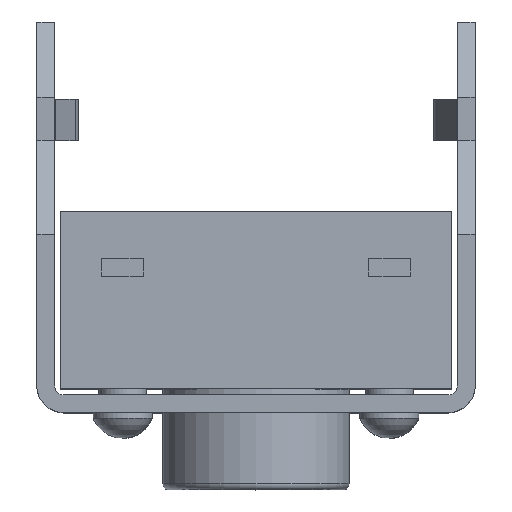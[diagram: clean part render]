
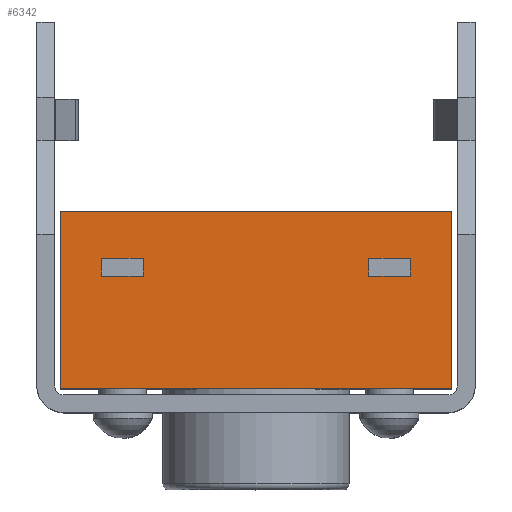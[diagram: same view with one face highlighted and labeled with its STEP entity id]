
A CAD part, top view. The second image highlights one B-rep face of the part: STEP entity #6342.
In plain terms, the highlighted planar face has unit normal (0, 0, 1).
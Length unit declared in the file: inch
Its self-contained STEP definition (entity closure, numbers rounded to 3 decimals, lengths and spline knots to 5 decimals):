
#5825 = PLANE('',#5826);
#5826 = AXIS2_PLACEMENT_3D('',#5827,#5828,#5829);
#5827 = CARTESIAN_POINT('',(-0.12992,-0.17913,
    0.01181));
#5828 = DIRECTION('',(0.,1.,0.));
#5829 = DIRECTION('',(0.,0.,1.));
#5916 = VERTEX_POINT('',#5917);
#5917 = CARTESIAN_POINT('',(-0.12992,-0.17913,
    0.26772));
#5931 = PLANE('',#5932);
#5932 = AXIS2_PLACEMENT_3D('',#5933,#5934,#5935);
#5933 = CARTESIAN_POINT('',(-0.12992,-0.06102,
    0.26772));
#5934 = DIRECTION('',(1.,0.,0.));
#5935 = DIRECTION('',(0.,0.,-1.));
#5943 = EDGE_CURVE('',#5944,#5916,#5946,.T.);
#5944 = VERTEX_POINT('',#5945);
#5945 = CARTESIAN_POINT('',(0.12992,-0.17913,
    0.26772));
#5946 = SURFACE_CURVE('',#5947,(#5951,#5958),.PCURVE_S1.);
#5947 = LINE('',#5948,#5949);
#5948 = CARTESIAN_POINT('',(0.12992,-0.17913,
    0.26772));
#5949 = VECTOR('',#5950,0.03937);
#5950 = DIRECTION('',(-1.,0.,0.));
#5951 = PCURVE('',#5825,#5952);
#5952 = DEFINITIONAL_REPRESENTATION('',(#5953),#5957);
#5953 = LINE('',#5954,#5955);
#5954 = CARTESIAN_POINT('',(0.256,0.26));
#5955 = VECTOR('',#5956,1.);
#5956 = DIRECTION('',(0.,-1.));
#5957 = ( GEOMETRIC_REPRESENTATION_CONTEXT(2) 
PARAMETRIC_REPRESENTATION_CONTEXT() REPRESENTATION_CONTEXT('2D SPACE',''
  ) );
#5958 = PCURVE('',#5959,#5964);
#5959 = PLANE('',#5960);
#5960 = AXIS2_PLACEMENT_3D('',#5961,#5962,#5963);
#5961 = CARTESIAN_POINT('',(0.12992,-0.06102,
    0.26772));
#5962 = DIRECTION('',(0.,0.,-1.));
#5963 = DIRECTION('',(-1.,0.,0.));
#5964 = DEFINITIONAL_REPRESENTATION('',(#5965),#5969);
#5965 = LINE('',#5966,#5967);
#5966 = CARTESIAN_POINT('',(0.,-0.118));
#5967 = VECTOR('',#5968,1.);
#5968 = DIRECTION('',(1.,0.));
#5969 = ( GEOMETRIC_REPRESENTATION_CONTEXT(2) 
PARAMETRIC_REPRESENTATION_CONTEXT() REPRESENTATION_CONTEXT('2D SPACE',''
  ) );
#5985 = PLANE('',#5986);
#5986 = AXIS2_PLACEMENT_3D('',#5987,#5988,#5989);
#5987 = CARTESIAN_POINT('',(0.12992,-0.06102,
    0.01181));
#5988 = DIRECTION('',(-1.,0.,0.));
#5989 = DIRECTION('',(0.,0.,1.));
#6233 = PLANE('',#6234);
#6234 = AXIS2_PLACEMENT_3D('',#6235,#6236,#6237);
#6235 = CARTESIAN_POINT('',(-0.12992,-0.06102,
    0.01181));
#6236 = DIRECTION('',(0.,1.,0.));
#6237 = DIRECTION('',(0.,0.,1.));
#6248 = EDGE_CURVE('',#6249,#5916,#6251,.T.);
#6249 = VERTEX_POINT('',#6250);
#6250 = CARTESIAN_POINT('',(-0.12992,-0.06102,
    0.26772));
#6251 = SURFACE_CURVE('',#6252,(#6256,#6263),.PCURVE_S1.);
#6252 = LINE('',#6253,#6254);
#6253 = CARTESIAN_POINT('',(-0.12992,-0.06102,
    0.26772));
#6254 = VECTOR('',#6255,0.03937);
#6255 = DIRECTION('',(0.,-1.,0.));
#6256 = PCURVE('',#5931,#6257);
#6257 = DEFINITIONAL_REPRESENTATION('',(#6258),#6262);
#6258 = LINE('',#6259,#6260);
#6259 = CARTESIAN_POINT('',(0.,0.));
#6260 = VECTOR('',#6261,1.);
#6261 = DIRECTION('',(0.,-1.));
#6262 = ( GEOMETRIC_REPRESENTATION_CONTEXT(2) 
PARAMETRIC_REPRESENTATION_CONTEXT() REPRESENTATION_CONTEXT('2D SPACE',''
  ) );
#6263 = PCURVE('',#5959,#6264);
#6264 = DEFINITIONAL_REPRESENTATION('',(#6265),#6269);
#6265 = LINE('',#6266,#6267);
#6266 = CARTESIAN_POINT('',(0.26,0.));
#6267 = VECTOR('',#6268,1.);
#6268 = DIRECTION('',(0.,-1.));
#6269 = ( GEOMETRIC_REPRESENTATION_CONTEXT(2) 
PARAMETRIC_REPRESENTATION_CONTEXT() REPRESENTATION_CONTEXT('2D SPACE',''
  ) );
#6299 = EDGE_CURVE('',#6300,#5944,#6302,.T.);
#6300 = VERTEX_POINT('',#6301);
#6301 = CARTESIAN_POINT('',(0.12992,-0.06102,
    0.26772));
#6302 = SURFACE_CURVE('',#6303,(#6307,#6314),.PCURVE_S1.);
#6303 = LINE('',#6304,#6305);
#6304 = CARTESIAN_POINT('',(0.12992,-0.06102,
    0.26772));
#6305 = VECTOR('',#6306,0.03937);
#6306 = DIRECTION('',(0.,-1.,0.));
#6307 = PCURVE('',#5985,#6308);
#6308 = DEFINITIONAL_REPRESENTATION('',(#6309),#6313);
#6309 = LINE('',#6310,#6311);
#6310 = CARTESIAN_POINT('',(0.256,0.));
#6311 = VECTOR('',#6312,1.);
#6312 = DIRECTION('',(0.,-1.));
#6313 = ( GEOMETRIC_REPRESENTATION_CONTEXT(2) 
PARAMETRIC_REPRESENTATION_CONTEXT() REPRESENTATION_CONTEXT('2D SPACE',''
  ) );
#6314 = PCURVE('',#5959,#6315);
#6315 = DEFINITIONAL_REPRESENTATION('',(#6316),#6320);
#6316 = LINE('',#6317,#6318);
#6317 = CARTESIAN_POINT('',(0.,0.));
#6318 = VECTOR('',#6319,1.);
#6319 = DIRECTION('',(0.,-1.));
#6320 = ( GEOMETRIC_REPRESENTATION_CONTEXT(2) 
PARAMETRIC_REPRESENTATION_CONTEXT() REPRESENTATION_CONTEXT('2D SPACE',''
  ) );
#6342 = ADVANCED_FACE('',(#6343),#5959,.F.);
#6343 = FACE_BOUND('',#6344,.F.);
#6344 = EDGE_LOOP('',(#6345,#6346,#6347,#6348));
#6345 = ORIENTED_EDGE('',*,*,#6299,.T.);
#6346 = ORIENTED_EDGE('',*,*,#5943,.T.);
#6347 = ORIENTED_EDGE('',*,*,#6248,.F.);
#6348 = ORIENTED_EDGE('',*,*,#6349,.F.);
#6349 = EDGE_CURVE('',#6300,#6249,#6350,.T.);
#6350 = SURFACE_CURVE('',#6351,(#6355,#6362),.PCURVE_S1.);
#6351 = LINE('',#6352,#6353);
#6352 = CARTESIAN_POINT('',(0.12992,-0.06102,
    0.26772));
#6353 = VECTOR('',#6354,0.03937);
#6354 = DIRECTION('',(-1.,0.,0.));
#6355 = PCURVE('',#5959,#6356);
#6356 = DEFINITIONAL_REPRESENTATION('',(#6357),#6361);
#6357 = LINE('',#6358,#6359);
#6358 = CARTESIAN_POINT('',(0.,0.));
#6359 = VECTOR('',#6360,1.);
#6360 = DIRECTION('',(1.,0.));
#6361 = ( GEOMETRIC_REPRESENTATION_CONTEXT(2) 
PARAMETRIC_REPRESENTATION_CONTEXT() REPRESENTATION_CONTEXT('2D SPACE',''
  ) );
#6362 = PCURVE('',#6233,#6363);
#6363 = DEFINITIONAL_REPRESENTATION('',(#6364),#6368);
#6364 = LINE('',#6365,#6366);
#6365 = CARTESIAN_POINT('',(0.256,0.26));
#6366 = VECTOR('',#6367,1.);
#6367 = DIRECTION('',(0.,-1.));
#6368 = ( GEOMETRIC_REPRESENTATION_CONTEXT(2) 
PARAMETRIC_REPRESENTATION_CONTEXT() REPRESENTATION_CONTEXT('2D SPACE',''
  ) );
